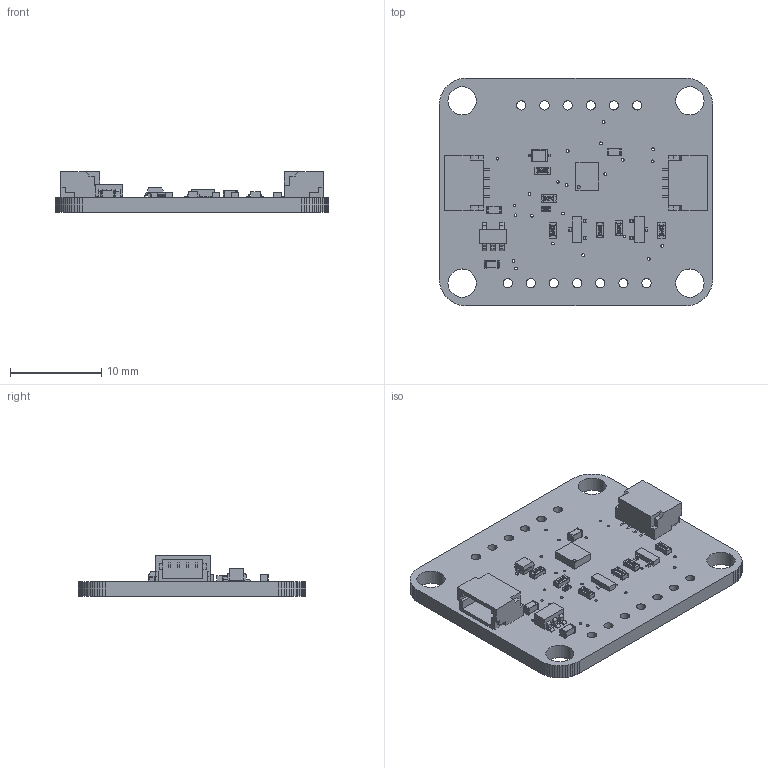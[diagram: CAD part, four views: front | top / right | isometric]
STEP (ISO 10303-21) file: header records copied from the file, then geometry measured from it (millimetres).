
FILE_DESCRIPTION(('PCB Model'),'2;1');
FILE_NAME('EVE BMI270.STEP', '2021-09-21T12:31:33',('pritesh'),('Unspecified'), 'Open CASCADE STEP processor 6.8','Proteus','Unknown');
FILE_SCHEMA(('AUTOMOTIVE_DESIGN { 1 0 10303 214 1 1 1 1 }'));
Length unit declared in the file: millimetre
Products named in the file (83): Open CASCADE STEP translator 6.8 3; Layer_1; U2; Open CASCADE STEP translator 6.8 3.2.1; Body_1; Pin_1; Pin_2; Pin_3; Pin_4; Pin_5; U1; Open CASCADE STEP translator 6.8 3.3.1; =>[0:1:1:3]; =>[0:1:1:4]; =>[0:1:1:5]; =>[0:1:1:6]; =>[0:1:1:7]; =>[0:1:1:8]; =>[0:1:1:9]; =>[0:1:1:10]; =>[0:1:1:11]; =>[0:1:1:12]; =>[0:1:1:13]; =>[0:1:1:14]; =>[0:1:1:15]; =>[0:1:1:16]; =>[0:1:1:17]; =>[0:1:1:18]; =>[0:1:1:19]; R6; Open CASCADE STEP translator 6.8 3.4.1; R7; Open CASCADE STEP translator 6.8 3.5.1; C1; Open CASCADE STEP translator 6.8 3.6.1; Part_3; Part_2; Part_1; C3; Open CASCADE STEP translator 6.8 3.7.1 ...
Assembly tree (95 placements, depth 5):
  Open CASCADE STEP translator 6.8 3
    Layer_1
    U2
      Open CASCADE STEP translator 6.8 3.2.1
        Body_1
        Pin_1
        Pin_2
        Pin_3
        Pin_4
        Pin_5
    U1
      Open CASCADE STEP translator 6.8 3.3.1
        Body_1
          =>[0:1:1:3]
          =>[0:1:1:4]
          =>[0:1:1:5]
          =>[0:1:1:6]
          =>[0:1:1:7]
          =>[0:1:1:8]
          =>[0:1:1:9]
          =>[0:1:1:10]
          =>[0:1:1:11]
          =>[0:1:1:12]
          =>[0:1:1:13]
          =>[0:1:1:14]
          =>[0:1:1:15]
          =>[0:1:1:16]
          =>[0:1:1:17]
          =>[0:1:1:18]
          =>[0:1:1:19]
    R6
      Open CASCADE STEP translator 6.8 3.4.1
        Body_1
          =>[0:1:1:3]
          =>[0:1:1:4]
          =>[0:1:1:5]
          =>[0:1:1:6]
    R7
      Open CASCADE STEP translator 6.8 3.5.1
        Body_1
          (unnamed)
          (unnamed)
          (unnamed)
    C1
      Open CASCADE STEP translator 6.8 3.6.1
        Body_1
          Part_3
          Part_2
          Part_1
    C3
      Open CASCADE STEP translator 6.8 3.7.1
        Body_1
          Part_3
          Part_2
          Part_1
    R1
      Open CASCADE STEP translator 6.8 3.8.1
        Body_1
          =>[0:1:1:3]
          =>[0:1:1:4]
Bounding box: 30 x 25 x 4.5 mm (x, y, z)
Volume: 1262.7 mm3; surface area: 2266.2 mm2
Topology: 73 solids, 73 shells, 1525 faces, 3839 edges, 2502 vertices
Faces by surface type: plane 983, bspline 309, cylinder 209, sphere 24
Entity records: 32693 total; most frequent: CARTESIAN_POINT 8005, ORIENTED_EDGE 4168, DIRECTION 3815, EDGE_CURVE 2084, LINE 1527, VECTOR 1527, VERTEX_POINT 1370, AXIS2_PLACEMENT_3D 1144
